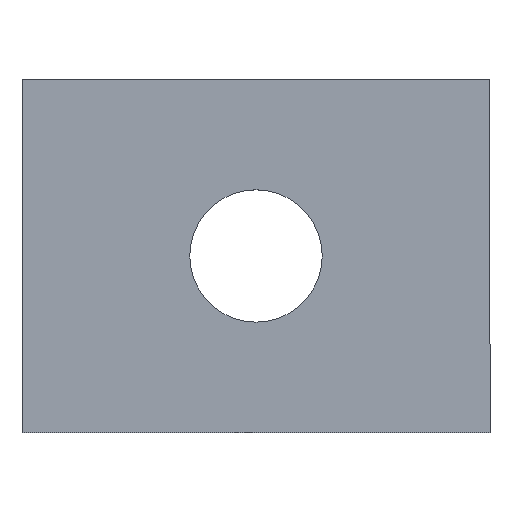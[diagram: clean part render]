
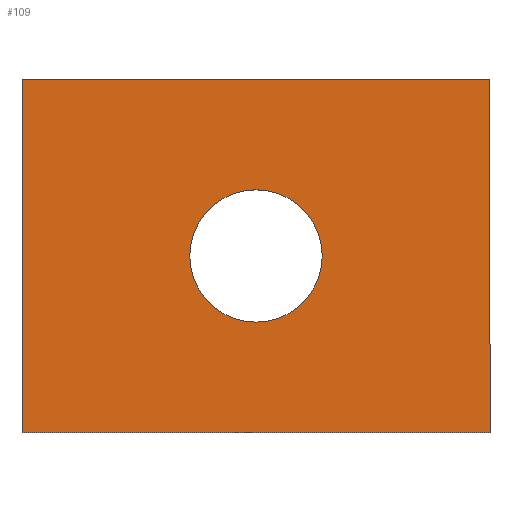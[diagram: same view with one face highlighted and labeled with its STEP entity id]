
A CAD part, top view. The second image highlights one B-rep face of the part: STEP entity #109.
In plain terms, the highlighted planar face has unit normal (0, 0, 1).
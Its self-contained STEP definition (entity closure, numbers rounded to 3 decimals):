
#17 = CARTESIAN_POINT ( 'NONE',  ( -26.5, 20., 0. ) ) ;
#20 = CARTESIAN_POINT ( 'NONE',  ( -53., 0., 0. ) ) ;
#37 = AXIS2_PLACEMENT_3D ( 'NONE', #171, #268, #150 ) ;
#39 = LINE ( 'NONE', #131, #160 ) ;
#42 = DIRECTION ( 'NONE',  ( 0., 1., 0. ) ) ;
#44 = ORIENTED_EDGE ( 'NONE', *, *, #219, .T. ) ;
#45 = FACE_BOUND ( 'NONE', #257, .T. ) ;
#55 = AXIS2_PLACEMENT_3D ( 'NONE', #159, #153, #179 ) ;
#58 = CARTESIAN_POINT ( 'NONE',  ( -53., 0., 0. ) ) ;
#62 = VERTEX_POINT ( 'NONE', #184 ) ;
#64 = ORIENTED_EDGE ( 'NONE', *, *, #237, .F. ) ;
#82 = VERTEX_POINT ( 'NONE', #20 ) ;
#85 = DIRECTION ( 'NONE',  ( 1., 0., 0. ) ) ;
#92 = ORIENTED_EDGE ( 'NONE', *, *, #242, .T. ) ;
#103 = LINE ( 'NONE', #58, #289 ) ;
#108 = VERTEX_POINT ( 'NONE', #259 ) ;
#109 = ADVANCED_FACE ( 'NONE', ( #45, #263 ), #169, .T. ) ;
#110 = DIRECTION ( 'NONE',  ( 1., 0., 0. ) ) ;
#120 = CIRCLE ( 'NONE', #271, 7.5 ) ;
#128 = CARTESIAN_POINT ( 'NONE',  ( 0., 0., 0. ) ) ;
#129 = ORIENTED_EDGE ( 'NONE', *, *, #311, .T. ) ;
#131 = CARTESIAN_POINT ( 'NONE',  ( 0., 40., 0. ) ) ;
#134 = DIRECTION ( 'NONE',  ( 0., -1., 0. ) ) ;
#142 = EDGE_CURVE ( 'NONE', #108, #82, #103, .T. ) ;
#150 = DIRECTION ( 'NONE',  ( 1., 0., 0. ) ) ;
#153 = DIRECTION ( 'NONE',  ( 0., 0., 1. ) ) ;
#155 = DIRECTION ( 'NONE',  ( 0., 0., 1. ) ) ;
#157 = LINE ( 'NONE', #306, #310 ) ;
#159 = CARTESIAN_POINT ( 'NONE',  ( -26.5, 20., 0. ) ) ;
#160 = VECTOR ( 'NONE', #226, 1000. ) ;
#161 = ORIENTED_EDGE ( 'NONE', *, *, #142, .T. ) ;
#169 = PLANE ( 'NONE',  #37 ) ;
#171 = CARTESIAN_POINT ( 'NONE',  ( 0., 0., 0. ) ) ;
#178 = EDGE_LOOP ( 'NONE', ( #92, #129, #161, #44 ) ) ;
#179 = DIRECTION ( 'NONE',  ( 1., 0., 0. ) ) ;
#184 = CARTESIAN_POINT ( 'NONE',  ( 0., 0., 0. ) ) ;
#192 = VERTEX_POINT ( 'NONE', #300 ) ;
#202 = CARTESIAN_POINT ( 'NONE',  ( 0., 40., 0. ) ) ;
#213 = EDGE_CURVE ( 'NONE', #233, #192, #120, .T. ) ;
#219 = EDGE_CURVE ( 'NONE', #82, #62, #157, .T. ) ;
#226 = DIRECTION ( 'NONE',  ( -1., 0., 0. ) ) ;
#227 = CARTESIAN_POINT ( 'NONE',  ( -34., 20., 0. ) ) ;
#229 = VECTOR ( 'NONE', #42, 1000. ) ;
#233 = VERTEX_POINT ( 'NONE', #227 ) ;
#237 = EDGE_CURVE ( 'NONE', #192, #233, #278, .T. ) ;
#242 = EDGE_CURVE ( 'NONE', #62, #303, #254, .T. ) ;
#254 = LINE ( 'NONE', #128, #229 ) ;
#257 = EDGE_LOOP ( 'NONE', ( #64, #287 ) ) ;
#259 = CARTESIAN_POINT ( 'NONE',  ( -53., 40., 0. ) ) ;
#263 = FACE_OUTER_BOUND ( 'NONE', #178, .T. ) ;
#268 = DIRECTION ( 'NONE',  ( 0., 0., 1. ) ) ;
#271 = AXIS2_PLACEMENT_3D ( 'NONE', #17, #155, #110 ) ;
#278 = CIRCLE ( 'NONE', #55, 7.5 ) ;
#287 = ORIENTED_EDGE ( 'NONE', *, *, #213, .F. ) ;
#289 = VECTOR ( 'NONE', #134, 1000. ) ;
#300 = CARTESIAN_POINT ( 'NONE',  ( -19., 20., 0. ) ) ;
#303 = VERTEX_POINT ( 'NONE', #202 ) ;
#306 = CARTESIAN_POINT ( 'NONE',  ( 0., 0., 0. ) ) ;
#310 = VECTOR ( 'NONE', #85, 1000. ) ;
#311 = EDGE_CURVE ( 'NONE', #303, #108, #39, .T. ) ;
